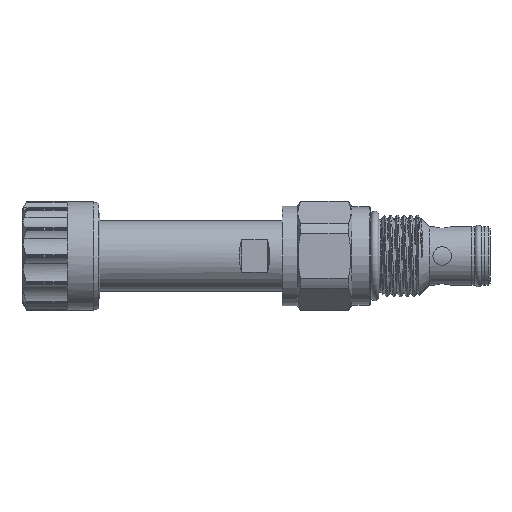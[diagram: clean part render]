
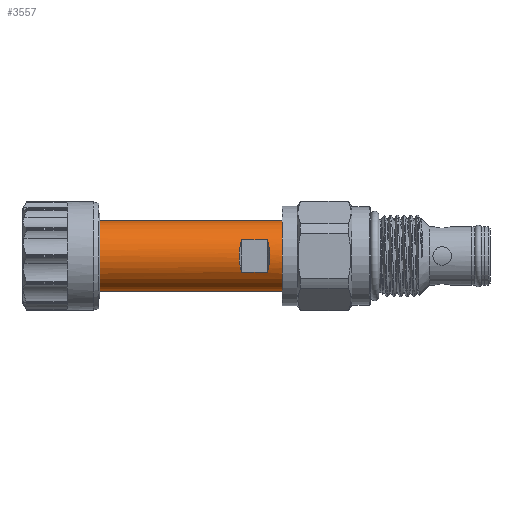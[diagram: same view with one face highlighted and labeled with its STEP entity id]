
A CAD part, front view. The second image highlights one B-rep face of the part: STEP entity #3557.
In plain terms, the highlighted cylindrical face has radius 9.5 mm (diameter 19 mm), a partial arc.
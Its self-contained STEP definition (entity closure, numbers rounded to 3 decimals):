
#58 = CARTESIAN_POINT ( 'NONE',  ( -74., -8.45, 4.341 ) ) ;
#250 = CARTESIAN_POINT ( 'NONE',  ( -8., -8.45, 4.341 ) ) ;
#270 = CARTESIAN_POINT ( 'NONE',  ( -15., -8.45, 4.341 ) ) ;
#395 = CARTESIAN_POINT ( 'NONE',  ( -15., -8.45, -4.341 ) ) ;
#475 = DIRECTION ( 'NONE',  ( -1., 0., 0. ) ) ;
#679 = ORIENTED_EDGE ( 'NONE', *, *, #10912, .T. ) ;
#874 = VECTOR ( 'NONE', #1933, 1000. ) ;
#1227 =( BOUNDED_CURVE ( )  B_SPLINE_CURVE ( 3, ( #2967, #8559, #4379, #270 ),
 .UNSPECIFIED., .F., .F. ) 
 B_SPLINE_CURVE_WITH_KNOTS ( ( 4, 4 ),
 ( 2.667, 3.616 ),
 .UNSPECIFIED. ) 
 CURVE ( )  GEOMETRIC_REPRESENTATION_ITEM ( )  RATIONAL_B_SPLINE_CURVE ( ( 1., 0.926, 0.926, 1. ) ) 
 REPRESENTATION_ITEM ( '' )  );
#1615 = DIRECTION ( 'NONE',  ( 0., 0., -1. ) ) ;
#1933 = DIRECTION ( 'NONE',  ( 1., 0., 0. ) ) ;
#1987 = CARTESIAN_POINT ( 'NONE',  ( -74., -8.45, -4.341 ) ) ;
#1991 = VECTOR ( 'NONE', #5230, 1000. ) ;
#2028 = DIRECTION ( 'NONE',  ( 1., 0., 0. ) ) ;
#2689 = AXIS2_PLACEMENT_3D ( 'NONE', #6659, #475, #9704 ) ;
#2695 = ORIENTED_EDGE ( 'NONE', *, *, #4072, .T. ) ;
#2700 = CIRCLE ( 'NONE', #7528, 9.5 ) ;
#2835 = EDGE_CURVE ( 'NONE', #10194, #10527, #9677, .T. ) ;
#2888 = CARTESIAN_POINT ( 'NONE',  ( -8., -8.45, -4.341 ) ) ;
#2895 = VERTEX_POINT ( 'NONE', #10382 ) ;
#2967 = CARTESIAN_POINT ( 'NONE',  ( -15., -8.45, -4.341 ) ) ;
#3557 = ADVANCED_FACE ( 'NONE', ( #11637, #4690 ), #9516, .T. ) ;
#4050 =( BOUNDED_CURVE ( )  B_SPLINE_CURVE ( 3, ( #8091, #9090, #8136, #2888 ),
 .UNSPECIFIED., .F., .F. ) 
 B_SPLINE_CURVE_WITH_KNOTS ( ( 4, 4 ),
 ( 5.809, 6.758 ),
 .UNSPECIFIED. ) 
 CURVE ( )  GEOMETRIC_REPRESENTATION_ITEM ( )  RATIONAL_B_SPLINE_CURVE ( ( 1., 0.926, 0.926, 1. ) ) 
 REPRESENTATION_ITEM ( '' )  );
#4062 = CARTESIAN_POINT ( 'NONE',  ( -74., 0., 9.5 ) ) ;
#4072 = EDGE_CURVE ( 'NONE', #9514, #10194, #4050, .T. ) ;
#4118 = CARTESIAN_POINT ( 'NONE',  ( -15., -8.45, 4.341 ) ) ;
#4379 = CARTESIAN_POINT ( 'NONE',  ( -15.824, -9.878, 1.562 ) ) ;
#4690 = FACE_OUTER_BOUND ( 'NONE', #10298, .T. ) ;
#5230 = DIRECTION ( 'NONE',  ( 1., 0., 0. ) ) ;
#5461 = VECTOR ( 'NONE', #6334, 1000. ) ;
#5511 = VERTEX_POINT ( 'NONE', #4118 ) ;
#5595 = CARTESIAN_POINT ( 'NONE',  ( -4., 0., -9.5 ) ) ;
#5664 = EDGE_CURVE ( 'NONE', #10406, #6708, #13169, .T. ) ;
#5706 = EDGE_LOOP ( 'NONE', ( #679, #5794, #2695, #7776 ) ) ;
#5794 = ORIENTED_EDGE ( 'NONE', *, *, #10003, .T. ) ;
#5997 = EDGE_CURVE ( 'NONE', #6708, #7705, #2700, .T. ) ;
#6334 = DIRECTION ( 'NONE',  ( 1., 0., 0. ) ) ;
#6659 = CARTESIAN_POINT ( 'NONE',  ( -53.927, 0., 0. ) ) ;
#6708 = VERTEX_POINT ( 'NONE', #5595 ) ;
#7051 = ORIENTED_EDGE ( 'NONE', *, *, #5997, .T. ) ;
#7360 = CIRCLE ( 'NONE', #2689, 9.5 ) ;
#7493 = CARTESIAN_POINT ( 'NONE',  ( -53.927, 0., -9.5 ) ) ;
#7528 = AXIS2_PLACEMENT_3D ( 'NONE', #9813, #8775, #1615 ) ;
#7705 = VERTEX_POINT ( 'NONE', #7854 ) ;
#7776 = ORIENTED_EDGE ( 'NONE', *, *, #2835, .T. ) ;
#7854 = CARTESIAN_POINT ( 'NONE',  ( -4., 0., 9.5 ) ) ;
#7934 = ORIENTED_EDGE ( 'NONE', *, *, #9851, .F. ) ;
#7939 = VECTOR ( 'NONE', #8271, 1000. ) ;
#8091 = CARTESIAN_POINT ( 'NONE',  ( -8., -8.45, 4.341 ) ) ;
#8136 = CARTESIAN_POINT ( 'NONE',  ( -7.176, -9.878, -1.562 ) ) ;
#8182 = EDGE_CURVE ( 'NONE', #10406, #2895, #7360, .T. ) ;
#8271 = DIRECTION ( 'NONE',  ( -1., 0., 0. ) ) ;
#8559 = CARTESIAN_POINT ( 'NONE',  ( -15.824, -9.878, -1.562 ) ) ;
#8775 = DIRECTION ( 'NONE',  ( -1., 0., 0. ) ) ;
#9090 = CARTESIAN_POINT ( 'NONE',  ( -7.176, -9.878, 1.562 ) ) ;
#9182 = CARTESIAN_POINT ( 'NONE',  ( -8., -8.45, -4.341 ) ) ;
#9233 = DIRECTION ( 'NONE',  ( 0., 0., 1. ) ) ;
#9514 = VERTEX_POINT ( 'NONE', #250 ) ;
#9516 = CYLINDRICAL_SURFACE ( 'NONE', #10530, 9.5 ) ;
#9677 = LINE ( 'NONE', #1987, #7939 ) ;
#9704 = DIRECTION ( 'NONE',  ( 0., 0., -1. ) ) ;
#9813 = CARTESIAN_POINT ( 'NONE',  ( -4., 0., 0. ) ) ;
#9851 = EDGE_CURVE ( 'NONE', #2895, #7705, #10724, .T. ) ;
#10003 = EDGE_CURVE ( 'NONE', #5511, #9514, #12943, .T. ) ;
#10194 = VERTEX_POINT ( 'NONE', #9182 ) ;
#10298 = EDGE_LOOP ( 'NONE', ( #10419, #10839, #7051, #7934 ) ) ;
#10378 = CARTESIAN_POINT ( 'NONE',  ( -74., 0., 0. ) ) ;
#10382 = CARTESIAN_POINT ( 'NONE',  ( -53.927, 0., 9.5 ) ) ;
#10406 = VERTEX_POINT ( 'NONE', #7493 ) ;
#10419 = ORIENTED_EDGE ( 'NONE', *, *, #8182, .F. ) ;
#10527 = VERTEX_POINT ( 'NONE', #395 ) ;
#10530 = AXIS2_PLACEMENT_3D ( 'NONE', #10378, #2028, #9233 ) ;
#10724 = LINE ( 'NONE', #4062, #874 ) ;
#10839 = ORIENTED_EDGE ( 'NONE', *, *, #5664, .T. ) ;
#10912 = EDGE_CURVE ( 'NONE', #10527, #5511, #1227, .T. ) ;
#11637 = FACE_BOUND ( 'NONE', #5706, .T. ) ;
#12471 = CARTESIAN_POINT ( 'NONE',  ( -74., 0., -9.5 ) ) ;
#12943 = LINE ( 'NONE', #58, #1991 ) ;
#13169 = LINE ( 'NONE', #12471, #5461 ) ;
